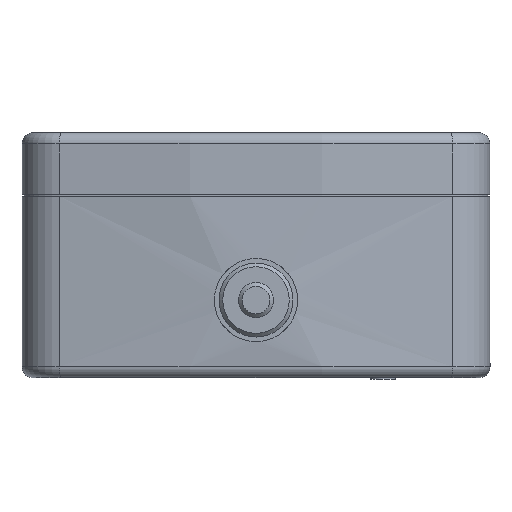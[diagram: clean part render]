
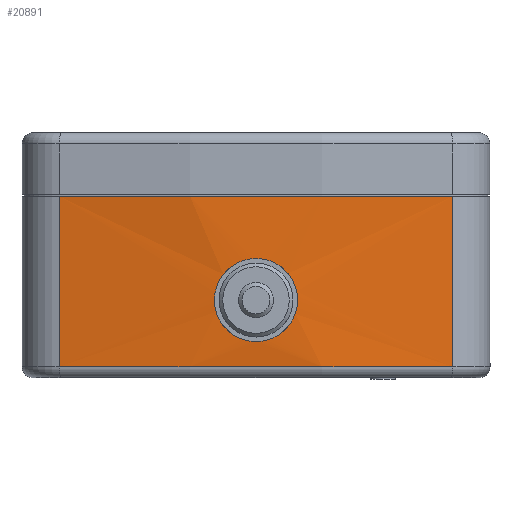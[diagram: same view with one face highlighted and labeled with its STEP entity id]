
A CAD part, front view. The second image highlights one B-rep face of the part: STEP entity #20891.
In plain terms, the highlighted cylindrical face has radius 139.7 mm (diameter 279.4 mm), a partial arc.
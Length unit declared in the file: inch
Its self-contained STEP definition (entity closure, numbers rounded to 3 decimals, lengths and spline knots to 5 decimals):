
#20733=CARTESIAN_POINT('',(3.61134,30.69672,6.58002));
#20734=VERTEX_POINT('',#20733);
#20735=CARTESIAN_POINT('',(3.61134,30.69672,6.58002));
#20736=CARTESIAN_POINT('',(3.61134,30.69672,6.55176));
#20737=CARTESIAN_POINT('',(3.6057,30.69648,6.52162));
#20738=CARTESIAN_POINT('',(3.58273,30.69561,6.46619));
#20739=CARTESIAN_POINT('',(3.56542,30.695,6.44089));
#20740=CARTESIAN_POINT('',(3.52547,30.69384,6.40094));
#20741=CARTESIAN_POINT('',(3.50017,30.69322,6.38363));
#20742=CARTESIAN_POINT('',(3.44473,30.69236,6.36066));
#20743=CARTESIAN_POINT('',(3.4146,30.69212,6.35502));
#20744=CARTESIAN_POINT('',(3.35809,30.69212,6.35502));
#20745=CARTESIAN_POINT('',(3.32795,30.69236,6.36066));
#20746=CARTESIAN_POINT('',(3.27252,30.69322,6.38363));
#20747=CARTESIAN_POINT('',(3.24722,30.69384,6.40094));
#20748=CARTESIAN_POINT('',(3.20727,30.695,6.44089));
#20749=CARTESIAN_POINT('',(3.18995,30.69561,6.46619));
#20750=CARTESIAN_POINT('',(3.16699,30.69648,6.52162));
#20751=CARTESIAN_POINT('',(3.16134,30.69672,6.55176));
#20752=CARTESIAN_POINT('',(3.16134,30.69672,6.60827));
#20753=CARTESIAN_POINT('',(3.16699,30.69648,6.63841));
#20754=CARTESIAN_POINT('',(3.18995,30.69561,6.69384));
#20755=CARTESIAN_POINT('',(3.20727,30.695,6.71914));
#20756=CARTESIAN_POINT('',(3.24722,30.69384,6.75909));
#20757=CARTESIAN_POINT('',(3.27252,30.69322,6.7764));
#20758=CARTESIAN_POINT('',(3.32795,30.69236,6.79937));
#20759=CARTESIAN_POINT('',(3.35809,30.69212,6.80502));
#20760=CARTESIAN_POINT('',(3.4146,30.69212,6.80502));
#20761=CARTESIAN_POINT('',(3.44473,30.69236,6.79937));
#20762=CARTESIAN_POINT('',(3.50017,30.69322,6.7764));
#20763=CARTESIAN_POINT('',(3.52547,30.69384,6.75909));
#20764=CARTESIAN_POINT('',(3.56542,30.695,6.71914));
#20765=CARTESIAN_POINT('',(3.58273,30.69561,6.69384));
#20766=CARTESIAN_POINT('',(3.6057,30.69648,6.63841));
#20767=CARTESIAN_POINT('',(3.61134,30.69672,6.60827));
#20768=CARTESIAN_POINT('',(3.61134,30.69672,6.58002));
#20769=B_SPLINE_CURVE_WITH_KNOTS('',3,(#20735,#20736,#20737,#20738,#20739,#20740,#20741,#20742,#20743,#20744,#20745,#20746,#20747,#20748,#20749,#20750,#20751,#20752,#20753,#20754,#20755,#20756,#20757,#20758,#20759,#20760,#20761,#20762,#20763,#20764,#20765,#20766,#20767,#20768),.UNSPECIFIED.,.T.,.U.,(4,2,2,2,2,2,2,2,2,2,2,2,2,2,2,2,4),(0.0,0.08476,0.16953,0.25429,0.33906,0.42382,0.50859,0.59335,0.67812,0.76288,0.84765,0.93241,1.01718,1.10194,1.18671,1.27147,1.35623),.UNSPECIFIED.);
#20770=EDGE_CURVE('',#20734,#20734,#20769,.T.);
#20780=CARTESIAN_POINT('',(4.44968,30.79588,6.22002));
#20781=VERTEX_POINT('',#20780);
#20849=CARTESIAN_POINT('',(3.38634,36.19212,6.78933));
#20850=DIRECTION('',(0.,0.,1.0));
#20851=DIRECTION('',(1.0,0.0,0.0));
#20852=AXIS2_PLACEMENT_3D('',#20849,#20850,#20851);
#20853=CYLINDRICAL_SURFACE('',#20852,5.5);
#20854=CARTESIAN_POINT('',(4.44968,30.79588,7.14002));
#20855=VERTEX_POINT('',#20854);
#20856=CARTESIAN_POINT('',(2.32301,30.79588,7.14002));
#20857=VERTEX_POINT('',#20856);
#20858=CARTESIAN_POINT('',(3.38634,36.19212,7.14002));
#20859=DIRECTION('',(0.0,0.0,-1.0));
#20860=DIRECTION('',(1.0,0.0,0.0));
#20861=AXIS2_PLACEMENT_3D('',#20858,#20859,#20860);
#20862=CIRCLE('',#20861,5.5);
#20863=EDGE_CURVE('',#20855,#20857,#20862,.T.);
#20864=ORIENTED_EDGE('',*,*,#20863,.T.);
#20865=CARTESIAN_POINT('',(2.32301,30.79588,6.22002));
#20866=VERTEX_POINT('',#20865);
#20867=CARTESIAN_POINT('',(2.32301,30.79588,6.22002));
#20868=DIRECTION('',(0.0,0.0,1.0));
#20869=VECTOR('',#20868,0.92);
#20870=LINE('',#20867,#20869);
#20871=EDGE_CURVE('',#20866,#20857,#20870,.T.);
#20872=ORIENTED_EDGE('',*,*,#20871,.F.);
#20873=CARTESIAN_POINT('',(3.38634,36.19212,6.22002));
#20874=DIRECTION('',(0.0,0.0,-1.0));
#20875=DIRECTION('',(0.0,-1.0,0.0));
#20876=AXIS2_PLACEMENT_3D('',#20873,#20874,#20875);
#20877=CIRCLE('',#20876,5.5);
#20878=EDGE_CURVE('',#20781,#20866,#20877,.T.);
#20879=ORIENTED_EDGE('',*,*,#20878,.F.);
#20880=CARTESIAN_POINT('',(4.44968,30.79588,7.14002));
#20881=DIRECTION('',(0.0,0.0,-1.0));
#20882=VECTOR('',#20881,0.92);
#20883=LINE('',#20880,#20882);
#20884=EDGE_CURVE('',#20855,#20781,#20883,.T.);
#20885=ORIENTED_EDGE('',*,*,#20884,.F.);
#20886=EDGE_LOOP('',(#20864,#20872,#20879,#20885));
#20887=FACE_OUTER_BOUND('',#20886,.T.);
#20888=ORIENTED_EDGE('',*,*,#20770,.T.);
#20889=EDGE_LOOP('',(#20888));
#20890=FACE_BOUND('',#20889,.T.);
#20891=ADVANCED_FACE('',(#20887,#20890),#20853,.T.);
